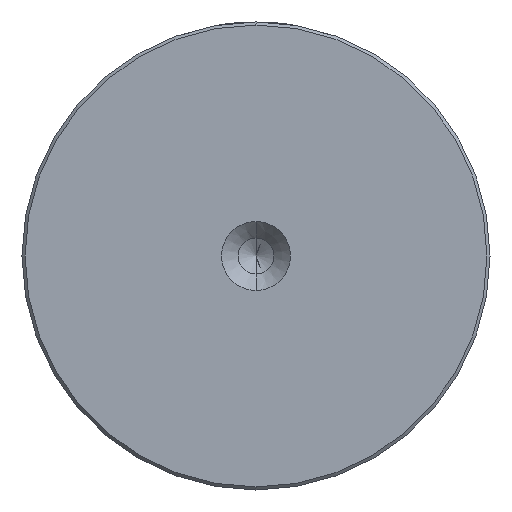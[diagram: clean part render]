
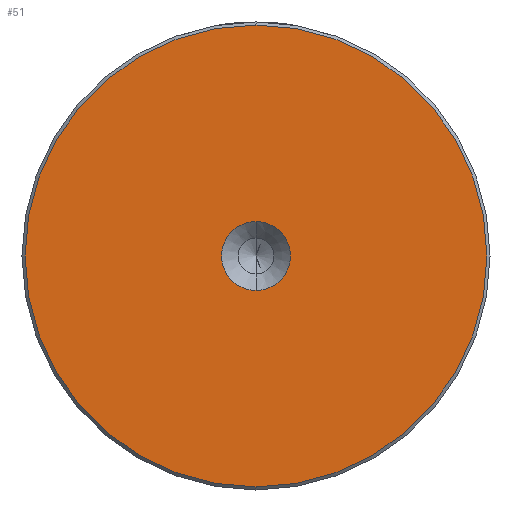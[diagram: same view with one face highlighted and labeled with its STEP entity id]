
A CAD part, left-side view. The second image highlights one B-rep face of the part: STEP entity #51.
In plain terms, the highlighted planar face has unit normal (-1, 0, 0).
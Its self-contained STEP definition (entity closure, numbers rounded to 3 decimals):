
#4 = CARTESIAN_POINT ( 'NONE',  ( 0., 0., 0. ) ) ;
#44 = CARTESIAN_POINT ( 'NONE',  ( 0., 0., -37.5 ) ) ;
#51 = ADVANCED_FACE ( 'NONE', ( #273, #337 ), #75, .T. ) ;
#75 = PLANE ( 'NONE',  #143 ) ;
#143 = AXIS2_PLACEMENT_3D ( 'NONE', #585, #452, #572 ) ;
#177 = AXIS2_PLACEMENT_3D ( 'NONE', #4, #1387, #213 ) ;
#213 = DIRECTION ( 'NONE',  ( 0., 0., 1. ) ) ;
#261 = CARTESIAN_POINT ( 'NONE',  ( 0., 0., -5.6 ) ) ;
#273 = FACE_OUTER_BOUND ( 'NONE', #590, .T. ) ;
#289 = VERTEX_POINT ( 'NONE', #44 ) ;
#337 = FACE_BOUND ( 'NONE', #526, .T. ) ;
#341 = VERTEX_POINT ( 'NONE', #1902 ) ;
#423 = EDGE_CURVE ( 'NONE', #289, #635, #2139, .T. ) ;
#452 = DIRECTION ( 'NONE',  ( -1., 0., 0. ) ) ;
#526 = EDGE_LOOP ( 'NONE', ( #711, #2276 ) ) ;
#550 = DIRECTION ( 'NONE',  ( -1., 0., 0. ) ) ;
#572 = DIRECTION ( 'NONE',  ( 0., 0., 1. ) ) ;
#585 = CARTESIAN_POINT ( 'NONE',  ( 0., 0., 0. ) ) ;
#590 = EDGE_LOOP ( 'NONE', ( #1442, #976 ) ) ;
#635 = VERTEX_POINT ( 'NONE', #1194 ) ;
#654 = DIRECTION ( 'NONE',  ( 0., 0., 1. ) ) ;
#682 = EDGE_CURVE ( 'NONE', #923, #341, #1043, .T. ) ;
#711 = ORIENTED_EDGE ( 'NONE', *, *, #1728, .F. ) ;
#737 = DIRECTION ( 'NONE',  ( 0., 0., 1. ) ) ;
#766 = AXIS2_PLACEMENT_3D ( 'NONE', #1714, #550, #1911 ) ;
#903 = CIRCLE ( 'NONE', #177, 5.6 ) ;
#915 = DIRECTION ( 'NONE',  ( -1., 0., 0. ) ) ;
#923 = VERTEX_POINT ( 'NONE', #261 ) ;
#925 = CARTESIAN_POINT ( 'NONE',  ( 0., 0., 0. ) ) ;
#976 = ORIENTED_EDGE ( 'NONE', *, *, #1550, .T. ) ;
#1043 = CIRCLE ( 'NONE', #1750, 5.6 ) ;
#1194 = CARTESIAN_POINT ( 'NONE',  ( 0., 0., 37.5 ) ) ;
#1200 = CIRCLE ( 'NONE', #766, 37.5 ) ;
#1268 = AXIS2_PLACEMENT_3D ( 'NONE', #2019, #1821, #654 ) ;
#1387 = DIRECTION ( 'NONE',  ( -1., 0., 0. ) ) ;
#1442 = ORIENTED_EDGE ( 'NONE', *, *, #423, .T. ) ;
#1550 = EDGE_CURVE ( 'NONE', #635, #289, #1200, .T. ) ;
#1714 = CARTESIAN_POINT ( 'NONE',  ( 0., 0., 0. ) ) ;
#1728 = EDGE_CURVE ( 'NONE', #341, #923, #903, .T. ) ;
#1750 = AXIS2_PLACEMENT_3D ( 'NONE', #925, #915, #737 ) ;
#1821 = DIRECTION ( 'NONE',  ( -1., 0., 0. ) ) ;
#1902 = CARTESIAN_POINT ( 'NONE',  ( 0., 0., 5.6 ) ) ;
#1911 = DIRECTION ( 'NONE',  ( 0., 0., 1. ) ) ;
#2019 = CARTESIAN_POINT ( 'NONE',  ( 0., 0., 0. ) ) ;
#2139 = CIRCLE ( 'NONE', #1268, 37.5 ) ;
#2276 = ORIENTED_EDGE ( 'NONE', *, *, #682, .F. ) ;
